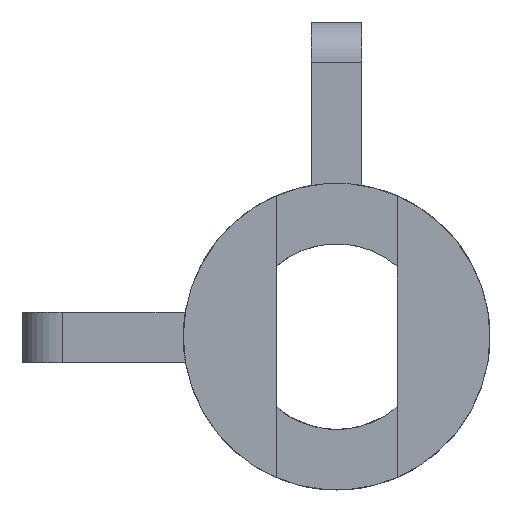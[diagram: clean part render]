
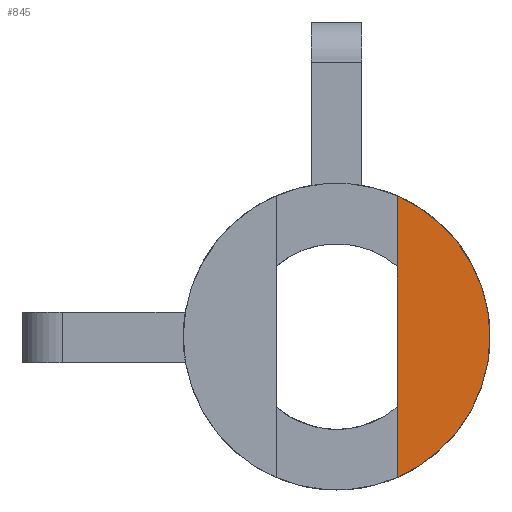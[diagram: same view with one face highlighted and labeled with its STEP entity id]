
A CAD part, front view. The second image highlights one B-rep face of the part: STEP entity #845.
In plain terms, the highlighted planar face has unit normal (0, -1, 0).
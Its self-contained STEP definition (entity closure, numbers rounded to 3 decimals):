
#37=PLANE('',#932);
#90=CIRCLE('',#933,7.6);
#134=FACE_OUTER_BOUND('',#185,.T.);
#185=EDGE_LOOP('',(#631,#632));
#244=LINE('',#1468,#304);
#304=VECTOR('',#1071,10.);
#394=VERTEX_POINT('',#1465);
#395=VERTEX_POINT('',#1467);
#485=EDGE_CURVE('',#395,#394,#244,.T.);
#487=EDGE_CURVE('',#394,#395,#90,.T.);
#631=ORIENTED_EDGE('',*,*,#487,.T.);
#632=ORIENTED_EDGE('',*,*,#485,.T.);
#845=ADVANCED_FACE('',(#134),#37,.T.);
#932=AXIS2_PLACEMENT_3D('',#1470,#1073,#1074);
#933=AXIS2_PLACEMENT_3D('',#1471,#1075,#1076);
#1071=DIRECTION('',(0.,0.,-1.));
#1073=DIRECTION('center_axis',(0.,-1.,0.));
#1074=DIRECTION('ref_axis',(1.,0.,0.));
#1075=DIRECTION('center_axis',(0.,-1.,0.));
#1076=DIRECTION('ref_axis',(1.,0.,0.));
#1465=CARTESIAN_POINT('',(3.,-15.15,-6.983));
#1467=CARTESIAN_POINT('',(3.,-15.15,6.983));
#1468=CARTESIAN_POINT('',(3.,-15.15,10.));
#1470=CARTESIAN_POINT('Origin',(5.3,-15.15,0.));
#1471=CARTESIAN_POINT('Origin',(0.,-15.15,0.));
